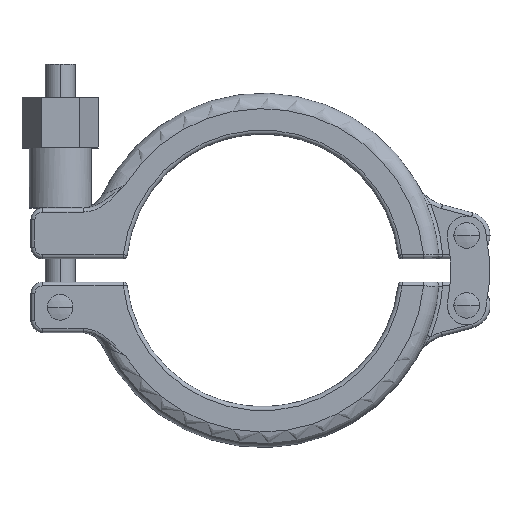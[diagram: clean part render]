
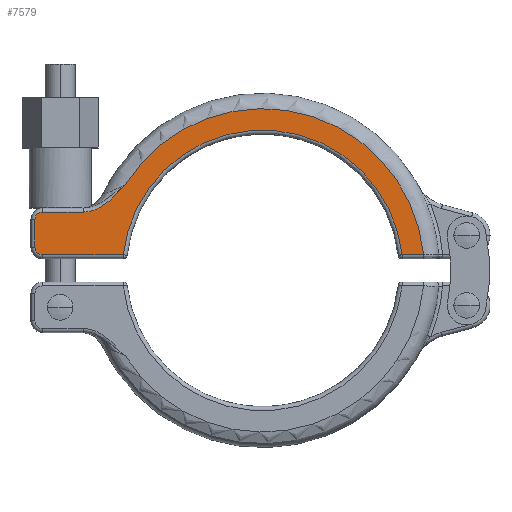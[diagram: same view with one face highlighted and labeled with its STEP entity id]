
A CAD part, top view. The second image highlights one B-rep face of the part: STEP entity #7579.
In plain terms, the highlighted planar face has unit normal (0, 0, 1).
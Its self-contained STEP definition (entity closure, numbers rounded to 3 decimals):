
#138 = AXIS2_PLACEMENT_3D ( 'NONE', #215, #4346, #9580 ) ;
#215 = CARTESIAN_POINT ( 'NONE',  ( -56.6, 13., 8.5 ) ) ;
#287 = EDGE_CURVE ( 'NONE', #9424, #11759, #3441, .T. ) ;
#368 = ORIENTED_EDGE ( 'NONE', *, *, #9945, .T. ) ;
#435 = VERTEX_POINT ( 'NONE', #5170 ) ;
#588 = VERTEX_POINT ( 'NONE', #2389 ) ;
#734 = CARTESIAN_POINT ( 'NONE',  ( -40.959, 16.679, 8.5 ) ) ;
#827 = PLANE ( 'NONE',  #11584 ) ;
#869 = CARTESIAN_POINT ( 'NONE',  ( -43.443, 15.462, 8.5 ) ) ;
#927 = CARTESIAN_POINT ( 'NONE',  ( -43.975, 15.297, 8.5 ) ) ;
#1434 = VERTEX_POINT ( 'NONE', #3224 ) ;
#1458 = CARTESIAN_POINT ( 'NONE',  ( -56.6, 4., 8.5 ) ) ;
#1751 = CARTESIAN_POINT ( 'NONE',  ( -56.6, 15., 8.5 ) ) ;
#1955 = CARTESIAN_POINT ( 'NONE',  ( -43.179, 15.557, 8.5 ) ) ;
#2153 = CARTESIAN_POINT ( 'NONE',  ( -56.6, 6., 8.5 ) ) ;
#2389 = CARTESIAN_POINT ( 'NONE',  ( 35.878, 4., 8.5 ) ) ;
#2398 = CARTESIAN_POINT ( 'NONE',  ( 41.407, 4., 8.5 ) ) ;
#2545 = CARTESIAN_POINT ( 'NONE',  ( -58.6, 6., 8.5 ) ) ;
#2812 = VERTEX_POINT ( 'NONE', #1751 ) ;
#2911 = CARTESIAN_POINT ( 'NONE',  ( -35.307, 22., 8.5 ) ) ;
#2965 = VECTOR ( 'NONE', #10032, 1000. ) ;
#3023 = EDGE_CURVE ( 'NONE', #588, #8259, #13200, .T. ) ;
#3188 = EDGE_CURVE ( 'NONE', #2812, #11032, #8622, .T. ) ;
#3211 = ORIENTED_EDGE ( 'NONE', *, *, #3023, .T. ) ;
#3224 = CARTESIAN_POINT ( 'NONE',  ( -35.878, 4., 8.5 ) ) ;
#3249 = B_SPLINE_CURVE_WITH_KNOTS ( 'NONE', 3,
 ( #2911, #9031, #7070, #8216, #7954, #734, #10185, #1955, #869, #927, #6994, #5005, #5137, #5069 ),
 .UNSPECIFIED., .F., .F.,
 ( 4, 2, 2, 2, 2, 2, 4 ),
 ( 0., 0.003, 0.007, 0.01, 0.011, 0.012, 0.013 ),
 .UNSPECIFIED. ) ;
#3364 = LINE ( 'NONE', #11637, #9649 ) ;
#3441 = CIRCLE ( 'NONE', #10166, 2. ) ;
#3752 = DIRECTION ( 'NONE',  ( 0., -1., 0. ) ) ;
#4006 = DIRECTION ( 'NONE',  ( 0., 0., -1. ) ) ;
#4073 = ORIENTED_EDGE ( 'NONE', *, *, #7187, .T. ) ;
#4268 = VERTEX_POINT ( 'NONE', #6053 ) ;
#4346 = DIRECTION ( 'NONE',  ( 0., 0., 1. ) ) ;
#4964 = LINE ( 'NONE', #9109, #6123 ) ;
#5005 = CARTESIAN_POINT ( 'NONE',  ( -45.054, 15.06, 8.5 ) ) ;
#5069 = CARTESIAN_POINT ( 'NONE',  ( -46.165, 15., 8.5 ) ) ;
#5113 = ORIENTED_EDGE ( 'NONE', *, *, #13193, .T. ) ;
#5136 = DIRECTION ( 'NONE',  ( 1., 0., 0. ) ) ;
#5137 = CARTESIAN_POINT ( 'NONE',  ( -45.604, 15., 8.5 ) ) ;
#5170 = CARTESIAN_POINT ( 'NONE',  ( -46.165, 15., 8.5 ) ) ;
#5294 = AXIS2_PLACEMENT_3D ( 'NONE', #8931, #13065, #13140 ) ;
#5304 = EDGE_LOOP ( 'NONE', ( #4073, #6841, #11234, #11340, #368, #12147, #5113, #12641, #3211 ) ) ;
#5564 = EDGE_CURVE ( 'NONE', #1434, #588, #8995, .T. ) ;
#5945 = VECTOR ( 'NONE', #11441, 1000. ) ;
#6053 = CARTESIAN_POINT ( 'NONE',  ( -35.307, 22., 8.5 ) ) ;
#6123 = VECTOR ( 'NONE', #3752, 1000. ) ;
#6191 = FACE_OUTER_BOUND ( 'NONE', #5304, .T. ) ;
#6458 = CARTESIAN_POINT ( 'NONE',  ( -58.6, 13., 8.5 ) ) ;
#6841 = ORIENTED_EDGE ( 'NONE', *, *, #11325, .T. ) ;
#6994 = CARTESIAN_POINT ( 'NONE',  ( -44.243, 15.228, 8.5 ) ) ;
#7070 = CARTESIAN_POINT ( 'NONE',  ( -36.852, 20.408, 8.5 ) ) ;
#7187 = EDGE_CURVE ( 'NONE', #8259, #4268, #8787, .T. ) ;
#7579 = ADVANCED_FACE ( 'NONE', ( #6191 ), #827, .T. ) ;
#7700 = AXIS2_PLACEMENT_3D ( 'NONE', #12012, #4006, #8085 ) ;
#7954 = CARTESIAN_POINT ( 'NONE',  ( -39.211, 18.061, 8.5 ) ) ;
#8085 = DIRECTION ( 'NONE',  ( 1., 0., 0. ) ) ;
#8216 = CARTESIAN_POINT ( 'NONE',  ( -38.414, 18.832, 8.5 ) ) ;
#8259 = VERTEX_POINT ( 'NONE', #2398 ) ;
#8622 = CIRCLE ( 'NONE', #138, 2. ) ;
#8787 = CIRCLE ( 'NONE', #5294, 41.6 ) ;
#8931 = CARTESIAN_POINT ( 'NONE',  ( 0., 0., 8.5 ) ) ;
#8995 = CIRCLE ( 'NONE', #7700, 36.1 ) ;
#9031 = CARTESIAN_POINT ( 'NONE',  ( -36.087, 21.212, 8.5 ) ) ;
#9109 = CARTESIAN_POINT ( 'NONE',  ( -58.6, 6., 8.5 ) ) ;
#9173 = DIRECTION ( 'NONE',  ( 0., 0., 1. ) ) ;
#9313 = CARTESIAN_POINT ( 'NONE',  ( 0., 0., 8.5 ) ) ;
#9424 = VERTEX_POINT ( 'NONE', #2545 ) ;
#9580 = DIRECTION ( 'NONE',  ( 1., 0., 0. ) ) ;
#9649 = VECTOR ( 'NONE', #9867, 1000. ) ;
#9867 = DIRECTION ( 'NONE',  ( 1., 0., 0. ) ) ;
#9945 = EDGE_CURVE ( 'NONE', #11032, #9424, #4964, .T. ) ;
#10032 = DIRECTION ( 'NONE',  ( 1., 0., 0. ) ) ;
#10166 = AXIS2_PLACEMENT_3D ( 'NONE', #2153, #11312, #5136 ) ;
#10185 = CARTESIAN_POINT ( 'NONE',  ( -41.893, 16.086, 8.5 ) ) ;
#10374 = LINE ( 'NONE', #13343, #5945 ) ;
#10402 = DIRECTION ( 'NONE',  ( 1., 0., 0. ) ) ;
#10977 = CARTESIAN_POINT ( 'NONE',  ( 41.492, 4., 8.5 ) ) ;
#11032 = VERTEX_POINT ( 'NONE', #6458 ) ;
#11234 = ORIENTED_EDGE ( 'NONE', *, *, #12595, .T. ) ;
#11312 = DIRECTION ( 'NONE',  ( 0., 0., 1. ) ) ;
#11325 = EDGE_CURVE ( 'NONE', #4268, #435, #3249, .T. ) ;
#11340 = ORIENTED_EDGE ( 'NONE', *, *, #3188, .T. ) ;
#11441 = DIRECTION ( 'NONE',  ( -1., 0., 0. ) ) ;
#11584 = AXIS2_PLACEMENT_3D ( 'NONE', #9313, #9173, #10402 ) ;
#11637 = CARTESIAN_POINT ( 'NONE',  ( -34.972, 4., 8.5 ) ) ;
#11759 = VERTEX_POINT ( 'NONE', #1458 ) ;
#12012 = CARTESIAN_POINT ( 'NONE',  ( 0., 0., 8.5 ) ) ;
#12147 = ORIENTED_EDGE ( 'NONE', *, *, #287, .T. ) ;
#12595 = EDGE_CURVE ( 'NONE', #435, #2812, #10374, .T. ) ;
#12641 = ORIENTED_EDGE ( 'NONE', *, *, #5564, .T. ) ;
#13065 = DIRECTION ( 'NONE',  ( 0., 0., 1. ) ) ;
#13140 = DIRECTION ( 'NONE',  ( 1., 0., 0. ) ) ;
#13193 = EDGE_CURVE ( 'NONE', #11759, #1434, #3364, .T. ) ;
#13200 = LINE ( 'NONE', #10977, #2965 ) ;
#13343 = CARTESIAN_POINT ( 'NONE',  ( -56.6, 15., 8.5 ) ) ;
